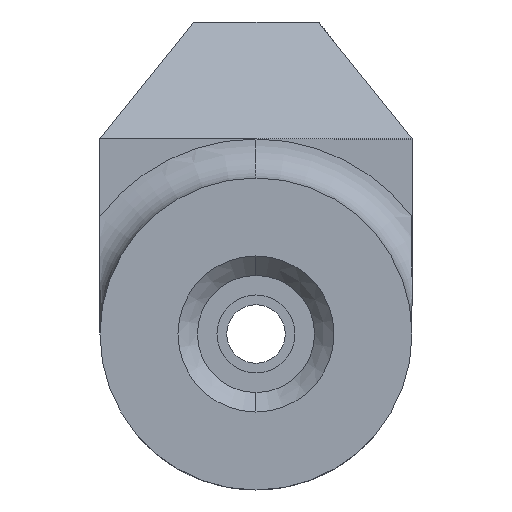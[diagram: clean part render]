
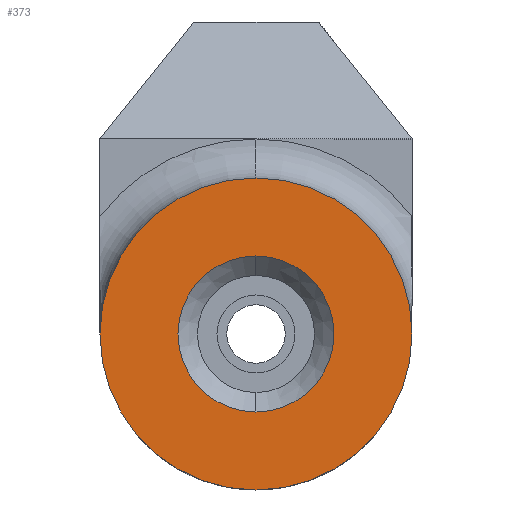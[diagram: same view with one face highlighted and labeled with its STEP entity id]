
A CAD part, front view. The second image highlights one B-rep face of the part: STEP entity #373.
In plain terms, the highlighted planar face has unit normal (0, -1, 0).
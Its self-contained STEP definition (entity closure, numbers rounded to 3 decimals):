
#49 = DIRECTION ( 'NONE',  ( 0., 1., 0. ) ) ;
#57 = DIRECTION ( 'NONE',  ( 0., -1., 0. ) ) ;
#59 = ORIENTED_EDGE ( 'NONE', *, *, #591, .F. ) ;
#68 = CIRCLE ( 'NONE', #763, 4. ) ;
#81 = ORIENTED_EDGE ( 'NONE', *, *, #1334, .F. ) ;
#100 = DIRECTION ( 'NONE',  ( 0., 0., -1. ) ) ;
#154 = ORIENTED_EDGE ( 'NONE', *, *, #920, .F. ) ;
#179 = CIRCLE ( 'NONE', #342, 2. ) ;
#188 = DIRECTION ( 'NONE',  ( 0., 0., 1. ) ) ;
#208 = DIRECTION ( 'NONE',  ( 0., 0., 1. ) ) ;
#295 = DIRECTION ( 'NONE',  ( 0., -1., 0. ) ) ;
#310 = CARTESIAN_POINT ( 'NONE',  ( 0., 0., 4. ) ) ;
#342 = AXIS2_PLACEMENT_3D ( 'NONE', #1251, #295, #100 ) ;
#369 = CARTESIAN_POINT ( 'NONE',  ( 0., 0., 0. ) ) ;
#373 = ADVANCED_FACE ( 'NONE', ( #581, #787 ), #675, .F. ) ;
#379 = AXIS2_PLACEMENT_3D ( 'NONE', #1012, #57, #493 ) ;
#391 = EDGE_LOOP ( 'NONE', ( #59, #154 ) ) ;
#393 = CARTESIAN_POINT ( 'NONE',  ( 0., 0., 0. ) ) ;
#474 = DIRECTION ( 'NONE',  ( 0., 1., 0. ) ) ;
#493 = DIRECTION ( 'NONE',  ( 0., 0., -1. ) ) ;
#511 = CARTESIAN_POINT ( 'NONE',  ( 0., 0., -2. ) ) ;
#572 = CARTESIAN_POINT ( 'NONE',  ( 0., 0., -4. ) ) ;
#581 = FACE_BOUND ( 'NONE', #1229, .T. ) ;
#591 = EDGE_CURVE ( 'NONE', #1302, #1142, #605, .T. ) ;
#605 = CIRCLE ( 'NONE', #1176, 4. ) ;
#643 = CARTESIAN_POINT ( 'NONE',  ( 0., 0., 0. ) ) ;
#675 = PLANE ( 'NONE',  #1326 ) ;
#763 = AXIS2_PLACEMENT_3D ( 'NONE', #393, #49, #1022 ) ;
#787 = FACE_OUTER_BOUND ( 'NONE', #391, .T. ) ;
#920 = EDGE_CURVE ( 'NONE', #1142, #1302, #68, .T. ) ;
#942 = DIRECTION ( 'NONE',  ( 0., 1., 0. ) ) ;
#945 = CARTESIAN_POINT ( 'NONE',  ( 0., 0., 2. ) ) ;
#979 = CIRCLE ( 'NONE', #379, 2. ) ;
#1012 = CARTESIAN_POINT ( 'NONE',  ( 0., 0., 0. ) ) ;
#1022 = DIRECTION ( 'NONE',  ( 0., 0., 1. ) ) ;
#1109 = EDGE_CURVE ( 'NONE', #1191, #1123, #179, .T. ) ;
#1123 = VERTEX_POINT ( 'NONE', #945 ) ;
#1142 = VERTEX_POINT ( 'NONE', #310 ) ;
#1176 = AXIS2_PLACEMENT_3D ( 'NONE', #643, #942, #208 ) ;
#1191 = VERTEX_POINT ( 'NONE', #511 ) ;
#1229 = EDGE_LOOP ( 'NONE', ( #1367, #81 ) ) ;
#1251 = CARTESIAN_POINT ( 'NONE',  ( 0., 0., 0. ) ) ;
#1302 = VERTEX_POINT ( 'NONE', #572 ) ;
#1326 = AXIS2_PLACEMENT_3D ( 'NONE', #369, #474, #188 ) ;
#1334 = EDGE_CURVE ( 'NONE', #1123, #1191, #979, .T. ) ;
#1367 = ORIENTED_EDGE ( 'NONE', *, *, #1109, .F. ) ;
